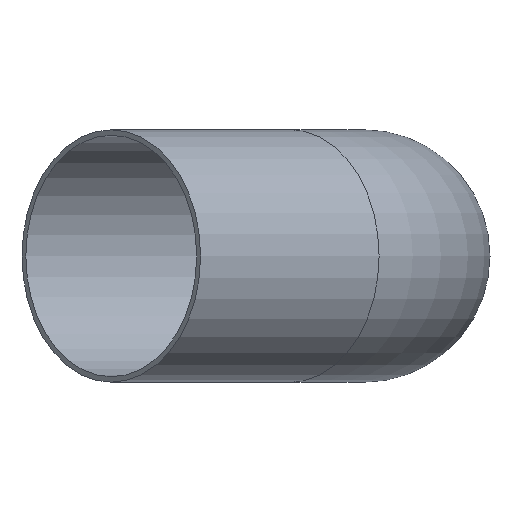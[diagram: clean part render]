
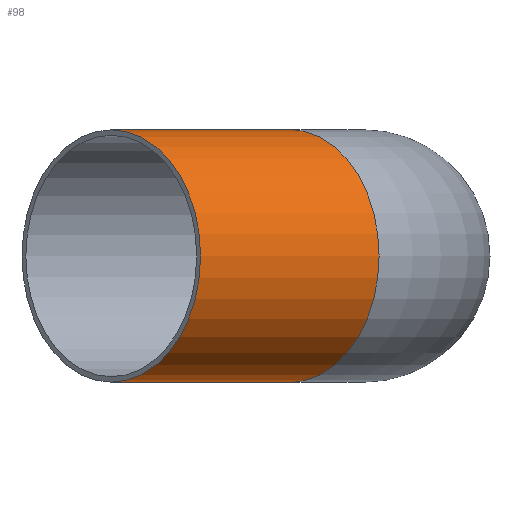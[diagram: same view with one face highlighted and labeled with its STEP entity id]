
A CAD part, front view. The second image highlights one B-rep face of the part: STEP entity #98.
In plain terms, the highlighted cylindrical face has radius 38.1 mm (diameter 76.2 mm), a full revolution.
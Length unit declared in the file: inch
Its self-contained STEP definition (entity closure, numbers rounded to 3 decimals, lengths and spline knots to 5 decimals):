
#22=FACE_BOUND('',#42,.T.);
#30=FACE_OUTER_BOUND('',#41,.T.);
#41=EDGE_LOOP('',(#81));
#42=EDGE_LOOP('',(#82));
#55=CIRCLE('',#119,1.5);
#56=CIRCLE('',#120,1.5);
#63=VERTEX_POINT('',#174);
#64=VERTEX_POINT('',#176);
#71=EDGE_CURVE('',#63,#63,#55,.T.);
#72=EDGE_CURVE('',#64,#64,#56,.T.);
#81=ORIENTED_EDGE('',*,*,#71,.F.);
#82=ORIENTED_EDGE('',*,*,#72,.T.);
#93=CYLINDRICAL_SURFACE('',#118,1.5);
#98=ADVANCED_FACE('',(#30,#22),#93,.T.);
#118=AXIS2_PLACEMENT_3D('',#173,#143,#144);
#119=AXIS2_PLACEMENT_3D('',#175,#145,#146);
#120=AXIS2_PLACEMENT_3D('',#177,#147,#148);
#143=DIRECTION('center_axis',(-0.707,-0.707,0.));
#144=DIRECTION('ref_axis',(0.707,-0.707,0.));
#145=DIRECTION('center_axis',(-0.707,-0.707,0.));
#146=DIRECTION('ref_axis',(0.707,-0.707,0.));
#147=DIRECTION('center_axis',(-0.707,-0.707,0.));
#148=DIRECTION('ref_axis',(0.707,-0.707,0.));
#173=CARTESIAN_POINT('Origin',(-0.87868,-5.12132,0.));
#174=CARTESIAN_POINT('',(-4.06066,-6.18198,0.));
#175=CARTESIAN_POINT('Origin',(-3.,-7.24264,0.));
#176=CARTESIAN_POINT('',(-1.93934,-4.06066,0.));
#177=CARTESIAN_POINT('Origin',(-0.87868,-5.12132,0.));
